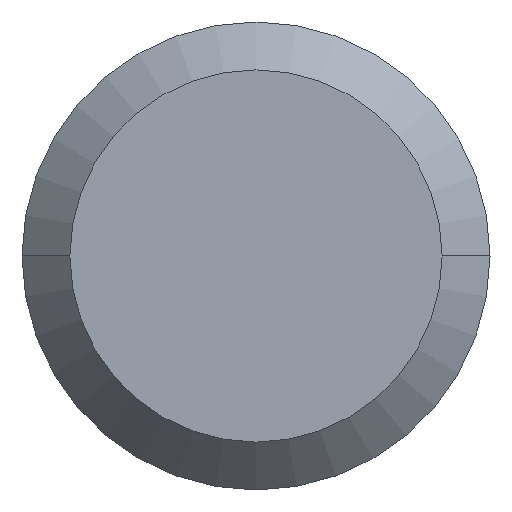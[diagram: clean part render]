
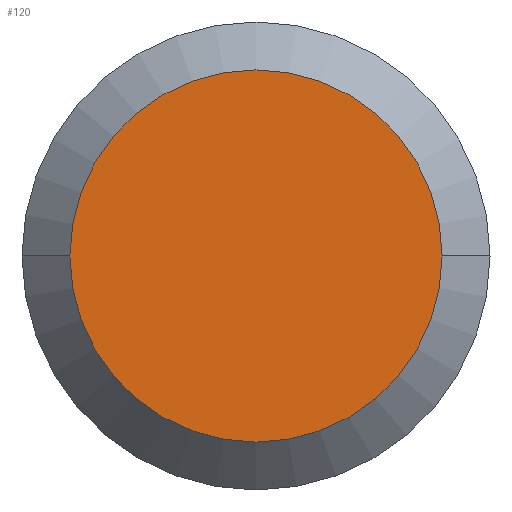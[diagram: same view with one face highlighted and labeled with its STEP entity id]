
A CAD part, left-side view. The second image highlights one B-rep face of the part: STEP entity #120.
In plain terms, the highlighted planar face has unit normal (-1, 0, 0).
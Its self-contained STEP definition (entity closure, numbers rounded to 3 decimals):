
#2 = DIRECTION ( 'NONE',  ( 0., 0., 1. ) ) ;
#6 = EDGE_CURVE ( 'NONE', #19, #238, #7, .T. ) ;
#7 = CIRCLE ( 'NONE', #156, 2.525 ) ;
#18 = ORIENTED_EDGE ( 'NONE', *, *, #163, .T. ) ;
#19 = VERTEX_POINT ( 'NONE', #248 ) ;
#26 = CARTESIAN_POINT ( 'NONE',  ( 0., 0., 0. ) ) ;
#44 = PLANE ( 'NONE',  #162 ) ;
#62 = ORIENTED_EDGE ( 'NONE', *, *, #6, .T. ) ;
#63 = EDGE_LOOP ( 'NONE', ( #18, #62 ) ) ;
#69 = CARTESIAN_POINT ( 'NONE',  ( 0., 0., 0. ) ) ;
#118 = DIRECTION ( 'NONE',  ( -1., 0., 0. ) ) ;
#120 = ADVANCED_FACE ( 'NONE', ( #273 ), #44, .T. ) ;
#124 = CARTESIAN_POINT ( 'NONE',  ( 0., 2.525, 0. ) ) ;
#133 = DIRECTION ( 'NONE',  ( 0., 0., 1. ) ) ;
#140 = DIRECTION ( 'NONE',  ( -1., 0., 0. ) ) ;
#156 = AXIS2_PLACEMENT_3D ( 'NONE', #69, #140, #244 ) ;
#162 = AXIS2_PLACEMENT_3D ( 'NONE', #26, #118, #2 ) ;
#163 = EDGE_CURVE ( 'NONE', #238, #19, #254, .T. ) ;
#172 = CARTESIAN_POINT ( 'NONE',  ( 0., 0., 0. ) ) ;
#189 = AXIS2_PLACEMENT_3D ( 'NONE', #172, #267, #133 ) ;
#238 = VERTEX_POINT ( 'NONE', #124 ) ;
#244 = DIRECTION ( 'NONE',  ( 0., 0., 1. ) ) ;
#248 = CARTESIAN_POINT ( 'NONE',  ( 0., -2.525, 0. ) ) ;
#254 = CIRCLE ( 'NONE', #189, 2.525 ) ;
#267 = DIRECTION ( 'NONE',  ( -1., 0., 0. ) ) ;
#273 = FACE_OUTER_BOUND ( 'NONE', #63, .T. ) ;
